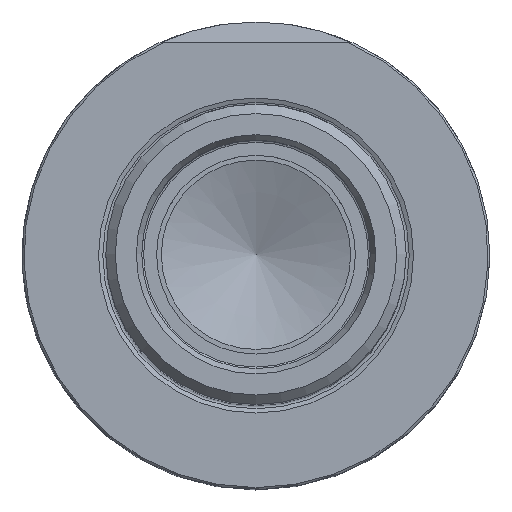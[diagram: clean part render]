
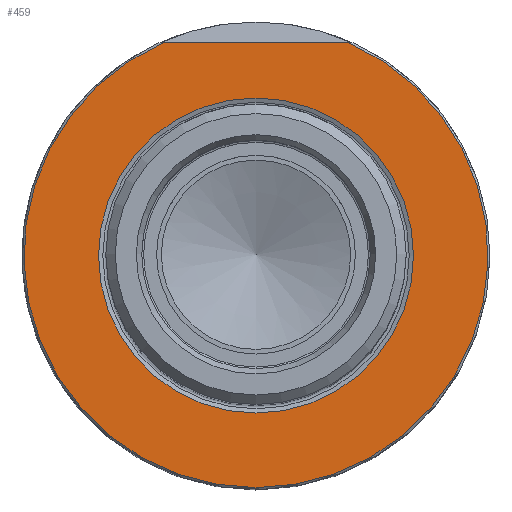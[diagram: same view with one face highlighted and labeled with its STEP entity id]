
A CAD part, top view. The second image highlights one B-rep face of the part: STEP entity #459.
In plain terms, the highlighted planar face has unit normal (0, 0, 1).
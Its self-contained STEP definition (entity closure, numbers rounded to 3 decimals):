
#230=PLANE('',#4503);
#333=FACE_BOUND('',#979,.T.);
#334=FACE_BOUND('',#980,.T.);
#459=ADVANCED_FACE('CN_SU_1',(#333,#334),#230,.F.);
#979=EDGE_LOOP('',(#2152));
#980=EDGE_LOOP('',(#2153,#2154));
#1267=CIRCLE('',#4501,16.646);
#1268=CIRCLE('',#4502,24.525);
#1403=LINE('',#6779,#1628);
#1628=VECTOR('',#5077,1.);
#2152=ORIENTED_EDGE('',*,*,#3732,.F.);
#2153=ORIENTED_EDGE('',*,*,#3716,.T.);
#2154=ORIENTED_EDGE('',*,*,#3733,.T.);
#3290=VERTEX_POINT('',#6780);
#3291=VERTEX_POINT('',#6781);
#3304=VERTEX_POINT('',#6819);
#3716=EDGE_CURVE('',#3290,#3291,#1403,.T.);
#3732=EDGE_CURVE('',#3304,#3304,#1267,.T.);
#3733=EDGE_CURVE('',#3291,#3290,#1268,.T.);
#4501=AXIS2_PLACEMENT_3D('',#6818,#5105,#5106);
#4502=AXIS2_PLACEMENT_3D('',#6820,#5107,#5108);
#4503=AXIS2_PLACEMENT_3D('',#6821,#5109,#5110);
#5077=DIRECTION('',(-1.,0.,0.));
#5105=DIRECTION('',(0.,0.,1.));
#5106=DIRECTION('',(1.,0.,0.));
#5107=DIRECTION('',(0.,0.,1.));
#5108=DIRECTION('',(-1.,0.,0.));
#5109=DIRECTION('',(0.,0.,-1.));
#5110=DIRECTION('',(-1.,0.,0.));
#6779=CARTESIAN_POINT('',(50.,22.5,0.));
#6780=CARTESIAN_POINT('',(9.758,22.5,0.));
#6781=CARTESIAN_POINT('',(-9.758,22.5,0.));
#6818=CARTESIAN_POINT('',(0.,0.,0.));
#6819=CARTESIAN_POINT('',(16.646,0.,0.));
#6820=CARTESIAN_POINT('',(0.,0.,0.));
#6821=CARTESIAN_POINT('',(0.,-24.725,0.));
